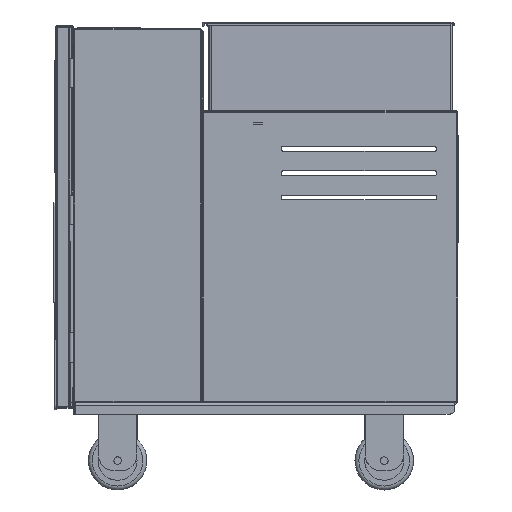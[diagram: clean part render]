
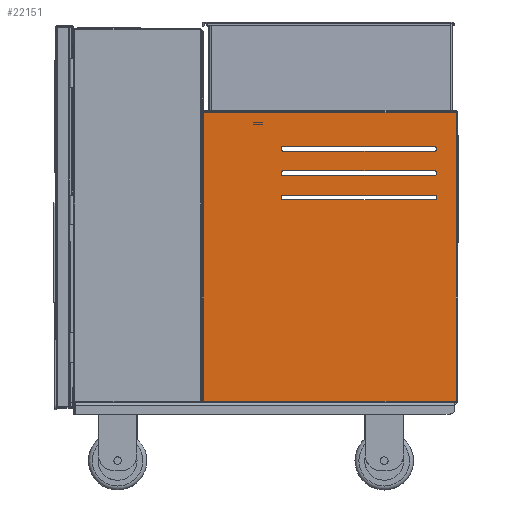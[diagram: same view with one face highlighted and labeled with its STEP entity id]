
A CAD part, left-side view. The second image highlights one B-rep face of the part: STEP entity #22151.
In plain terms, the highlighted face is planar.
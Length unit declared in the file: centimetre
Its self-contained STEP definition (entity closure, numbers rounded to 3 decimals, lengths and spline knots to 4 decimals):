
#5228=VECTOR('',#33420,1.);
#5240=VECTOR('',#33464,1.);
#5249=VECTOR('',#33489,1.);
#5258=VECTOR('',#33516,1.);
#5263=VECTOR('',#33528,1.);
#5266=VECTOR('',#33538,1.);
#5271=VECTOR('',#33550,1.);
#5274=VECTOR('',#33560,1.);
#5279=VECTOR('',#33572,1.);
#5282=VECTOR('',#33582,1.);
#6710=LINE('',#27454,#5228);
#6722=LINE('',#27498,#5240);
#6731=LINE('',#27523,#5249);
#6740=LINE('',#27549,#5258);
#6745=LINE('',#27564,#5263);
#6748=LINE('',#27573,#5266);
#6753=LINE('',#27588,#5271);
#6756=LINE('',#27597,#5274);
#6761=LINE('',#27612,#5279);
#6764=LINE('',#27621,#5282);
#7786=PLANE('',#23774);
#8920=VERTEX_POINT('',#27443);
#8922=VERTEX_POINT('',#27449);
#8936=VERTEX_POINT('',#27493);
#8942=VERTEX_POINT('',#27518);
#8951=VERTEX_POINT('',#27555);
#8952=VERTEX_POINT('',#27557);
#8954=VERTEX_POINT('',#27563);
#8956=VERTEX_POINT('',#27569);
#8959=VERTEX_POINT('',#27579);
#8960=VERTEX_POINT('',#27581);
#8962=VERTEX_POINT('',#27587);
#8964=VERTEX_POINT('',#27593);
#8967=VERTEX_POINT('',#27603);
#8968=VERTEX_POINT('',#27605);
#8970=VERTEX_POINT('',#27611);
#8972=VERTEX_POINT('',#27617);
#10267=CIRCLE('',#23751,0.3175);
#10269=CIRCLE('',#23755,0.3175);
#10271=CIRCLE('',#23759,0.3175);
#10273=CIRCLE('',#23763,0.3175);
#10275=CIRCLE('',#23767,0.3175);
#10277=CIRCLE('',#23771,0.3175);
#11808=EDGE_CURVE('',#8922,#8920,#6710,.T.);
#11830=EDGE_CURVE('',#8920,#8936,#6722,.T.);
#11843=EDGE_CURVE('',#8936,#8942,#6731,.T.);
#11856=EDGE_CURVE('',#8942,#8922,#6740,.T.);
#11859=EDGE_CURVE('',#8952,#8951,#10267,.T.);
#11863=EDGE_CURVE('',#8954,#8951,#6745,.T.);
#11866=EDGE_CURVE('',#8954,#8956,#10269,.T.);
#11868=EDGE_CURVE('',#8952,#8956,#6748,.T.);
#11871=EDGE_CURVE('',#8960,#8959,#10271,.T.);
#11875=EDGE_CURVE('',#8962,#8959,#6753,.T.);
#11878=EDGE_CURVE('',#8962,#8964,#10273,.T.);
#11880=EDGE_CURVE('',#8960,#8964,#6756,.T.);
#11883=EDGE_CURVE('',#8968,#8967,#10275,.T.);
#11887=EDGE_CURVE('',#8970,#8967,#6761,.T.);
#11890=EDGE_CURVE('',#8970,#8972,#10277,.T.);
#11892=EDGE_CURVE('',#8968,#8972,#6764,.T.);
#15684=ORIENTED_EDGE('',*,*,#11892,.F.);
#15685=ORIENTED_EDGE('',*,*,#11883,.T.);
#15686=ORIENTED_EDGE('',*,*,#11887,.F.);
#15687=ORIENTED_EDGE('',*,*,#11890,.T.);
#15688=ORIENTED_EDGE('',*,*,#11880,.F.);
#15689=ORIENTED_EDGE('',*,*,#11871,.T.);
#15690=ORIENTED_EDGE('',*,*,#11875,.F.);
#15691=ORIENTED_EDGE('',*,*,#11878,.T.);
#15692=ORIENTED_EDGE('',*,*,#11868,.F.);
#15693=ORIENTED_EDGE('',*,*,#11859,.T.);
#15694=ORIENTED_EDGE('',*,*,#11863,.F.);
#15695=ORIENTED_EDGE('',*,*,#11866,.T.);
#15696=ORIENTED_EDGE('',*,*,#11808,.F.);
#15697=ORIENTED_EDGE('',*,*,#11856,.F.);
#15698=ORIENTED_EDGE('',*,*,#11843,.F.);
#15699=ORIENTED_EDGE('',*,*,#11830,.F.);
#19238=EDGE_LOOP('',(#15684,#15685,#15686,#15687));
#19239=EDGE_LOOP('',(#15688,#15689,#15690,#15691));
#19240=EDGE_LOOP('',(#15692,#15693,#15694,#15695));
#19241=EDGE_LOOP('',(#15696,#15697,#15698,#15699));
#20932=FACE_BOUND('',#19238,.T.);
#20933=FACE_BOUND('',#19239,.T.);
#20934=FACE_BOUND('',#19240,.T.);
#20935=FACE_BOUND('',#19241,.T.);
#22151=ADVANCED_FACE('',(#20932,#20933,#20934,#20935),#7786,.F.);
#23751=AXIS2_PLACEMENT_3D('',#27556,#33522,#33523);
#23755=AXIS2_PLACEMENT_3D('',#27570,#33534,#33535);
#23759=AXIS2_PLACEMENT_3D('',#27580,#33544,#33545);
#23763=AXIS2_PLACEMENT_3D('',#27594,#33556,#33557);
#23767=AXIS2_PLACEMENT_3D('',#27604,#33566,#33567);
#23771=AXIS2_PLACEMENT_3D('',#27618,#33578,#33579);
#23774=AXIS2_PLACEMENT_3D('',#27623,#33584,$);
#27443=CARTESIAN_POINT('',(-7.669,-32.5564,0.));
#27449=CARTESIAN_POINT('',(-7.669,5.1626,0.));
#27454=CARTESIAN_POINT('',(-7.669,5.1626,0.));
#27493=CARTESIAN_POINT('',(25.351,-32.5564,0.));
#27498=CARTESIAN_POINT('',(-7.669,-32.5564,0.));
#27518=CARTESIAN_POINT('',(25.351,5.1626,0.));
#27523=CARTESIAN_POINT('',(25.351,-32.5564,0.));
#27549=CARTESIAN_POINT('',(25.351,5.1626,0.));
#27555=CARTESIAN_POINT('',(22.4935,-24.3014,0.));
#27556=CARTESIAN_POINT('',(22.4935,-24.6189,0.));
#27557=CARTESIAN_POINT('',(22.4935,-24.9364,0.));
#27563=CARTESIAN_POINT('',(2.8085,-24.3014,0.));
#27564=CARTESIAN_POINT('',(2.8085,-24.3014,0.));
#27569=CARTESIAN_POINT('',(2.8085,-24.9364,0.));
#27570=CARTESIAN_POINT('',(2.8085,-24.6189,0.));
#27573=CARTESIAN_POINT('',(22.4935,-24.9364,0.));
#27579=CARTESIAN_POINT('',(22.4935,-27.4764,0.));
#27580=CARTESIAN_POINT('',(22.4935,-27.7939,0.));
#27581=CARTESIAN_POINT('',(22.4935,-28.1114,0.));
#27587=CARTESIAN_POINT('',(2.8085,-27.4764,0.));
#27588=CARTESIAN_POINT('',(2.8085,-27.4764,0.));
#27593=CARTESIAN_POINT('',(2.8085,-28.1114,0.));
#27594=CARTESIAN_POINT('',(2.8085,-27.7939,0.));
#27597=CARTESIAN_POINT('',(22.4935,-28.1114,0.));
#27603=CARTESIAN_POINT('',(22.4935,-21.1264,0.));
#27604=CARTESIAN_POINT('',(22.4935,-21.4439,0.));
#27605=CARTESIAN_POINT('',(22.4935,-21.7614,0.));
#27611=CARTESIAN_POINT('',(2.8085,-21.1264,0.));
#27612=CARTESIAN_POINT('',(2.8085,-21.1264,0.));
#27617=CARTESIAN_POINT('',(2.8085,-21.7614,0.));
#27618=CARTESIAN_POINT('',(2.8085,-21.4439,0.));
#27621=CARTESIAN_POINT('',(22.4935,-21.7614,0.));
#27623=CARTESIAN_POINT('',(8.841,-13.6969,0.));
#33420=DIRECTION('',(0.,-1.,0.));
#33464=DIRECTION('',(1.,0.,0.));
#33489=DIRECTION('',(0.,1.,0.));
#33516=DIRECTION('',(-1.,0.,0.));
#33522=DIRECTION('',(0.,0.,1.));
#33523=DIRECTION('',(0.317,0.,0.));
#33528=DIRECTION('',(1.,0.,0.));
#33534=DIRECTION('',(0.,0.,1.));
#33535=DIRECTION('',(0.318,0.,0.));
#33538=DIRECTION('',(-1.,0.,0.));
#33544=DIRECTION('',(0.,0.,1.));
#33545=DIRECTION('',(0.317,0.,0.));
#33550=DIRECTION('',(1.,0.,0.));
#33556=DIRECTION('',(0.,0.,1.));
#33557=DIRECTION('',(0.318,0.,0.));
#33560=DIRECTION('',(-1.,0.,0.));
#33566=DIRECTION('',(0.,0.,1.));
#33567=DIRECTION('',(0.317,0.,0.));
#33572=DIRECTION('',(1.,0.,0.));
#33578=DIRECTION('',(0.,0.,1.));
#33579=DIRECTION('',(0.318,0.,0.));
#33582=DIRECTION('',(-1.,0.,0.));
#33584=DIRECTION('',(0.,0.,1.));
